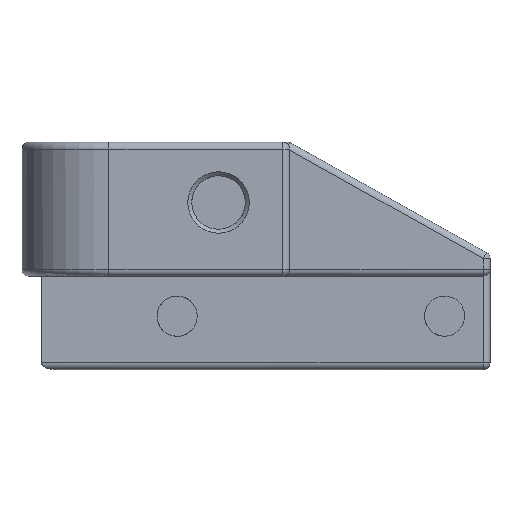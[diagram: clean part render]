
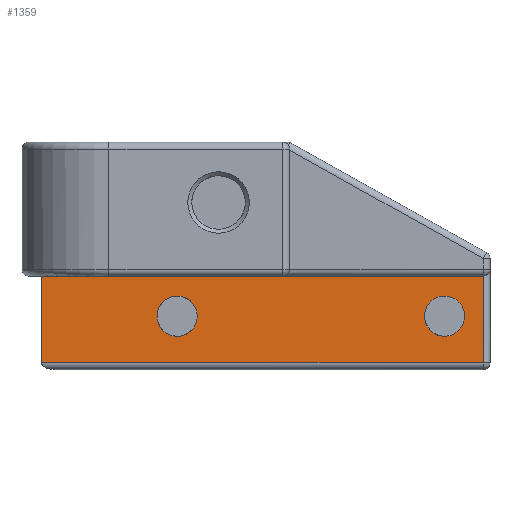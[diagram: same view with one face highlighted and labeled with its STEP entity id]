
A CAD part, left-side view. The second image highlights one B-rep face of the part: STEP entity #1359.
In plain terms, the highlighted planar face has unit normal (-1, 0, 0).
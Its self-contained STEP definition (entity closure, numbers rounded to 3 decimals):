
#38=B_SPLINE_CURVE_WITH_KNOTS($,3,(#2376,#2377,#2378,#2379,#2380,#2381,
#2382,#2383,#2384,#2385),.UNSPECIFIED.,.F.,.F.,(4,2,2,2,4),(-0.087,
-0.059,-0.036,-0.017,0.),
 .UNSPECIFIED.);
#94=LINE($,#2155,#181);
#119=LINE($,#2313,#206);
#122=LINE($,#2319,#209);
#136=LINE($,#2418,#223);
#181=VECTOR($,#1708,32.381);
#206=VECTOR($,#1831,6.5);
#209=VECTOR($,#1836,33.044);
#223=VECTOR($,#1902,7.);
#293=FACE_BOUND($,#475,.T.);
#294=FACE_BOUND($,#476,.T.);
#372=FACE_OUTER_BOUND($,#474,.T.);
#474=EDGE_LOOP($,(#1140,#1141,#1142,#1143,#1144));
#475=EDGE_LOOP($,(#1145));
#476=EDGE_LOOP($,(#1146));
#582=CIRCLE($,#1521,1.5);
#583=CIRCLE($,#1522,1.5);
#631=VERTEX_POINT($,#2123);
#642=VERTEX_POINT($,#2153);
#661=VERTEX_POINT($,#2231);
#683=VERTEX_POINT($,#2318);
#687=VERTEX_POINT($,#2375);
#691=VERTEX_POINT($,#2419);
#692=VERTEX_POINT($,#2421);
#773=EDGE_CURVE($,#631,#642,#94,.T.);
#831=EDGE_CURVE($,#631,#661,#119,.T.);
#834=EDGE_CURVE($,#661,#683,#122,.T.);
#852=EDGE_CURVE($,#687,#642,#38,.F.);
#863=EDGE_CURVE($,#683,#687,#136,.T.);
#864=EDGE_CURVE($,#691,#691,#582,.T.);
#865=EDGE_CURVE($,#692,#692,#583,.T.);
#1140=ORIENTED_EDGE($,*,*,#834,.F.);
#1141=ORIENTED_EDGE($,*,*,#831,.F.);
#1142=ORIENTED_EDGE($,*,*,#773,.T.);
#1143=ORIENTED_EDGE($,*,*,#852,.F.);
#1144=ORIENTED_EDGE($,*,*,#863,.F.);
#1145=ORIENTED_EDGE($,*,*,#864,.T.);
#1146=ORIENTED_EDGE($,*,*,#865,.T.);
#1282=PLANE($,#1520);
#1359=ADVANCED_FACE($,(#372,#293,#294),#1282,.F.);
#1520=AXIS2_PLACEMENT_3D($,#2417,#1900,#1901);
#1521=AXIS2_PLACEMENT_3D($,#2420,#1903,#1904);
#1522=AXIS2_PLACEMENT_3D($,#2422,#1905,#1906);
#1708=DIRECTION($,(0.,1.,0.));
#1831=DIRECTION($,(0.,0.,-1.));
#1836=DIRECTION($,(0.,1.,0.));
#1900=DIRECTION('center_axis',(1.,0.,0.));
#1901=DIRECTION('ref_axis',(0.,0.,-1.));
#1902=DIRECTION($,(0.,0.,1.));
#1903=DIRECTION('center_axis',(1.,0.,0.));
#1904=DIRECTION('ref_axis',(0.,0.,1.));
#1905=DIRECTION('center_axis',(1.,0.,0.));
#1906=DIRECTION('ref_axis',(0.,0.,1.));
#2123=CARTESIAN_POINT('',(4.1,-28.,7.));
#2153=CARTESIAN_POINT('',(4.1,4.381,7.));
#2155=CARTESIAN_POINT($,(4.1,-28.,7.));
#2231=CARTESIAN_POINT('',(4.1,-28.,0.5));
#2313=CARTESIAN_POINT($,(4.1,-28.,7.));
#2318=CARTESIAN_POINT('',(4.1,5.044,0.5));
#2319=CARTESIAN_POINT($,(4.1,-28.,0.5));
#2375=CARTESIAN_POINT('',(4.1,5.044,7.5));
#2376=CARTESIAN_POINT('Ctrl Pts',(4.1,4.381,7.));
#2377=CARTESIAN_POINT('Ctrl Pts',(4.1,4.472,7.));
#2378=CARTESIAN_POINT('Ctrl Pts',(4.1,4.581,7.017));
#2379=CARTESIAN_POINT('Ctrl Pts',(4.1,4.739,7.073));
#2380=CARTESIAN_POINT('Ctrl Pts',(4.1,4.82,7.117));
#2381=CARTESIAN_POINT('Ctrl Pts',(4.1,4.927,7.208));
#2382=CARTESIAN_POINT('Ctrl Pts',(4.1,4.976,7.269));
#2383=CARTESIAN_POINT('Ctrl Pts',(4.1,5.028,7.378));
#2384=CARTESIAN_POINT('Ctrl Pts',(4.1,5.044,7.444));
#2385=CARTESIAN_POINT('Ctrl Pts',(4.1,5.044,7.5));
#2417=CARTESIAN_POINT('Origin',(4.1,-28.5,-2.));
#2418=CARTESIAN_POINT($,(4.1,5.044,0.5));
#2419=CARTESIAN_POINT('',(4.1,-25.1,2.5));
#2420=CARTESIAN_POINT('Origin',(4.1,-25.1,4.));
#2421=CARTESIAN_POINT('',(4.1,-5.1,2.5));
#2422=CARTESIAN_POINT('Origin',(4.1,-5.1,4.));
